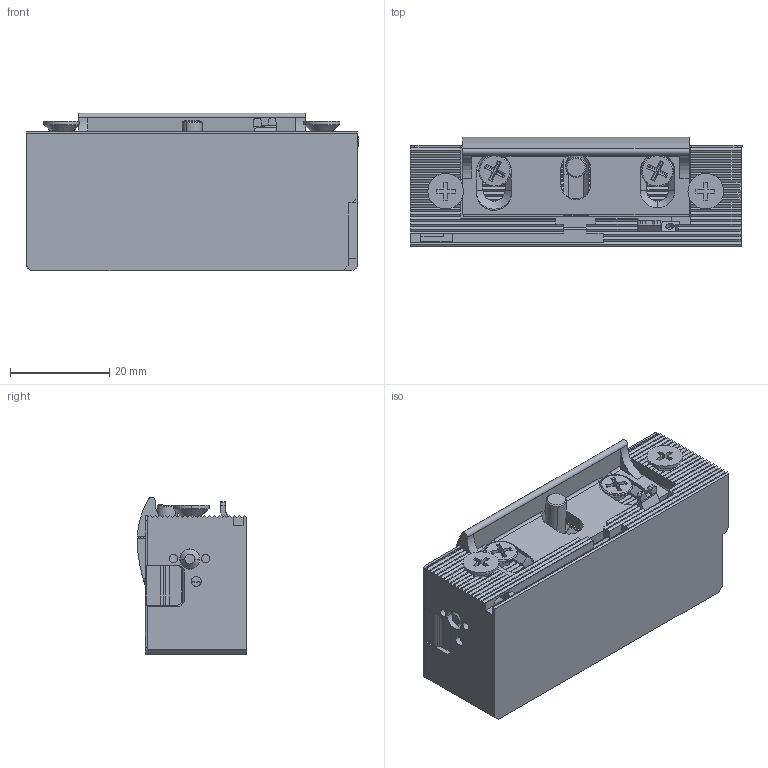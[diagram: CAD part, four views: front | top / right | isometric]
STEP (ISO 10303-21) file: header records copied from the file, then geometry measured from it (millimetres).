
FILE_DESCRIPTION (( 'STEP AP214' ), '1' );
FILE_NAME ('SE2O_STPALL.step', '2024-06-18T09:11:01', ( '' ), ( '' ), 'SwSTEP 2.0', 'SolidWorks 2020', '' );
FILE_SCHEMA (( 'AUTOMOTIVE_DESIGN' ));
Length unit declared in the file: millimetre
Products named in the file (14): ENVIABLE_19045 TORNILLO DIN 965 M3,5X8; ENVIABLE_17048 BOLA AISI 304; ENVIABLE_19096 TORNILLO DIN 7500-M M4X10; ENVIABLE_15068 EJE PESTILLO; ENVIABLE_19007 TORNILLO Zn DIN 85 M3x4,5; ENVIABLE_13216; ENVIABLE_18079 GATILLO DESBLOQUEO; ENVIABLE_181127PE1003 13215 PESTILLO GRUESO_2; ENVIABLE_15014 TERMINAL REMACHABLE; ENVIABLE_15053 BULON AUTO A; ENVIABLE_18067 TAPA CLIP; SE2O_STPALL; ENVIABLE_1212099 CAJA NUEVA 54 ABDF Z_radios mecanizado; ENVIABLE_20064 REGLETA ABS
Assembly tree (17 placements, depth 2):
  SE2O_STPALL
    ENVIABLE_1212099 CAJA NUEVA 54 ABDF Z_radios mecanizado
    ENVIABLE_181127PE1003 13215 PESTILLO GRUESO_2
    ENVIABLE_18067 TAPA CLIP
    ENVIABLE_20064 REGLETA ABS
    ENVIABLE_17048 BOLA AISI 304
    ENVIABLE_19045 TORNILLO DIN 965 M3,5X8  x2
    ENVIABLE_19096 TORNILLO DIN 7500-M M4X10  x2
    ENVIABLE_18079 GATILLO DESBLOQUEO
    ENVIABLE_19007 TORNILLO Zn DIN 85 M3x4,5  x2
    ENVIABLE_15068 EJE PESTILLO
    ENVIABLE_15014 TERMINAL REMACHABLE  x2
    ENVIABLE_13216
    ENVIABLE_15053 BULON AUTO A
Bounding box: 67 x 22.11 x 31.77 mm (x, y, z)
Volume: 6780.1 mm3; surface area: 20994.4 mm2
Topology: 14 solids, 19 shells, 1249 faces, 3365 edges, 2120 vertices
Faces by surface type: plane 859, cylinder 274, bspline 74, cone 42
Full cylindrical faces by diameter (mm): 3 x2
Entity records: 51269 total; most frequent: CARTESIAN_POINT 12829, ORIENTED_EDGE 6105, DIRECTION 5245, EDGE_CURVE 3058, VECTOR 2247, LINE 2247, VERTEX_POINT 1937, AXIS2_PLACEMENT_3D 1499
